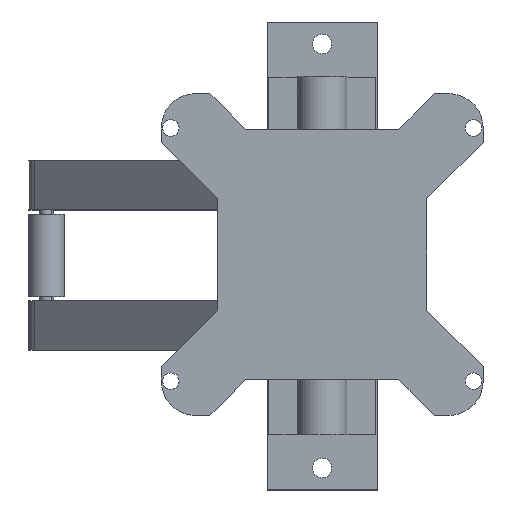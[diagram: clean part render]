
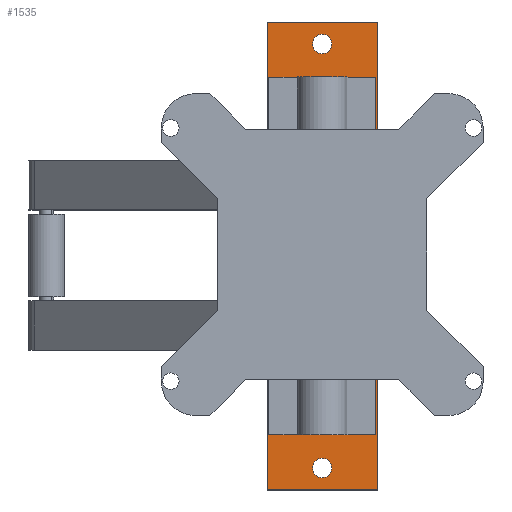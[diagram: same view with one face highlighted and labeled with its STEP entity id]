
A CAD part, top view. The second image highlights one B-rep face of the part: STEP entity #1535.
In plain terms, the highlighted planar face has unit normal (0, 0, 1).
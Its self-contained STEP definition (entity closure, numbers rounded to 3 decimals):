
#96 = CARTESIAN_POINT ( 'NONE',  ( 3.5, 77., 3. ) ) ;
#268 = CARTESIAN_POINT ( 'NONE',  ( -19.5, 0., 3. ) ) ;
#401 = CARTESIAN_POINT ( 'NONE',  ( -3.5, 77., 3. ) ) ;
#434 = EDGE_CURVE ( 'NONE', #2034, #7440, #4567, .T. ) ;
#611 = VERTEX_POINT ( 'NONE', #96 ) ;
#695 = VERTEX_POINT ( 'NONE', #3220 ) ;
#894 = CARTESIAN_POINT ( 'NONE',  ( 19.5, 65., 3. ) ) ;
#1038 = CARTESIAN_POINT ( 'NONE',  ( 20., 85., 3. ) ) ;
#1043 = CARTESIAN_POINT ( 'NONE',  ( -20., -85., 3. ) ) ;
#1065 = EDGE_CURVE ( 'NONE', #695, #2034, #3001, .T. ) ;
#1154 = EDGE_CURVE ( 'NONE', #4155, #3836, #8228, .T. ) ;
#1161 = CARTESIAN_POINT ( 'NONE',  ( 3.5, -77., 3. ) ) ;
#1184 = EDGE_CURVE ( 'NONE', #5622, #611, #4886, .T. ) ;
#1252 = EDGE_CURVE ( 'NONE', #3503, #695, #5843, .T. ) ;
#1455 = PLANE ( 'NONE',  #4963 ) ;
#1535 = ADVANCED_FACE ( 'NONE', ( #9777, #8096, #7864, #3942 ), #1455, .T. ) ;
#1778 = CARTESIAN_POINT ( 'NONE',  ( 0., 65., 3. ) ) ;
#1794 = ORIENTED_EDGE ( 'NONE', *, *, #9163, .T. ) ;
#1828 = EDGE_LOOP ( 'NONE', ( #3357, #2557, #8960, #6805 ) ) ;
#1877 = CARTESIAN_POINT ( 'NONE',  ( -19.5, 65., 3. ) ) ;
#2004 = EDGE_CURVE ( 'NONE', #3836, #4172, #4941, .T. ) ;
#2034 = VERTEX_POINT ( 'NONE', #1043 ) ;
#2112 = CARTESIAN_POINT ( 'NONE',  ( -20., -85., 3. ) ) ;
#2152 = VECTOR ( 'NONE', #8535, 1000. ) ;
#2363 = ORIENTED_EDGE ( 'NONE', *, *, #4370, .T. ) ;
#2557 = ORIENTED_EDGE ( 'NONE', *, *, #1065, .F. ) ;
#2782 = DIRECTION ( 'NONE',  ( 0., 0., -1. ) ) ;
#2856 = ORIENTED_EDGE ( 'NONE', *, *, #2004, .T. ) ;
#2885 = EDGE_LOOP ( 'NONE', ( #6471, #2856, #1794, #2914 ) ) ;
#2914 = ORIENTED_EDGE ( 'NONE', *, *, #8292, .T. ) ;
#3001 = LINE ( 'NONE', #4512, #5139 ) ;
#3220 = CARTESIAN_POINT ( 'NONE',  ( 20., -85., 3. ) ) ;
#3240 = CARTESIAN_POINT ( 'NONE',  ( 20., 85., 3. ) ) ;
#3280 = CARTESIAN_POINT ( 'NONE',  ( 0., 77., 3. ) ) ;
#3336 = DIRECTION ( 'NONE',  ( 0., -1., 0. ) ) ;
#3357 = ORIENTED_EDGE ( 'NONE', *, *, #434, .F. ) ;
#3481 = CARTESIAN_POINT ( 'NONE',  ( 19.5, -65., 3. ) ) ;
#3503 = VERTEX_POINT ( 'NONE', #3240 ) ;
#3674 = VERTEX_POINT ( 'NONE', #1161 ) ;
#3694 = EDGE_LOOP ( 'NONE', ( #7961, #9193 ) ) ;
#3695 = VECTOR ( 'NONE', #3336, 1000. ) ;
#3772 = DIRECTION ( 'NONE',  ( 1., 0., 0. ) ) ;
#3836 = VERTEX_POINT ( 'NONE', #5117 ) ;
#3942 = FACE_BOUND ( 'NONE', #2885, .T. ) ;
#3954 = VECTOR ( 'NONE', #5446, 1000. ) ;
#4155 = VERTEX_POINT ( 'NONE', #3481 ) ;
#4164 = LINE ( 'NONE', #1778, #2152 ) ;
#4172 = VERTEX_POINT ( 'NONE', #1877 ) ;
#4283 = DIRECTION ( 'NONE',  ( 0., 1., 0. ) ) ;
#4367 = EDGE_LOOP ( 'NONE', ( #6390, #2363 ) ) ;
#4370 = EDGE_CURVE ( 'NONE', #611, #5622, #7188, .T. ) ;
#4500 = CARTESIAN_POINT ( 'NONE',  ( 0., 0., 3. ) ) ;
#4512 = CARTESIAN_POINT ( 'NONE',  ( 20., -85., 3. ) ) ;
#4567 = LINE ( 'NONE', #2112, #7889 ) ;
#4692 = VECTOR ( 'NONE', #3772, 1000. ) ;
#4716 = VECTOR ( 'NONE', #7902, 1000. ) ;
#4765 = VECTOR ( 'NONE', #6573, 1000. ) ;
#4801 = DIRECTION ( 'NONE',  ( 0., 0., -1. ) ) ;
#4886 = CIRCLE ( 'NONE', #7389, 3.5 ) ;
#4941 = LINE ( 'NONE', #268, #4716 ) ;
#4963 = AXIS2_PLACEMENT_3D ( 'NONE', #4500, #5125, #5093 ) ;
#5093 = DIRECTION ( 'NONE',  ( 1., 0., 0. ) ) ;
#5117 = CARTESIAN_POINT ( 'NONE',  ( -19.5, -65., 3. ) ) ;
#5125 = DIRECTION ( 'NONE',  ( 0., 0., 1. ) ) ;
#5139 = VECTOR ( 'NONE', #7573, 1000. ) ;
#5229 = DIRECTION ( 'NONE',  ( 0., 0., -1. ) ) ;
#5412 = CARTESIAN_POINT ( 'NONE',  ( 0., -65., 3. ) ) ;
#5446 = DIRECTION ( 'NONE',  ( -1., 0., 0. ) ) ;
#5622 = VERTEX_POINT ( 'NONE', #401 ) ;
#5843 = LINE ( 'NONE', #1038, #3695 ) ;
#6351 = LINE ( 'NONE', #7536, #4692 ) ;
#6390 = ORIENTED_EDGE ( 'NONE', *, *, #1184, .T. ) ;
#6471 = ORIENTED_EDGE ( 'NONE', *, *, #1154, .T. ) ;
#6573 = DIRECTION ( 'NONE',  ( 0., -1., 0. ) ) ;
#6596 = CIRCLE ( 'NONE', #8530, 3.5 ) ;
#6608 = DIRECTION ( 'NONE',  ( -1., 0., 0. ) ) ;
#6766 = EDGE_CURVE ( 'NONE', #8969, #3674, #6596, .T. ) ;
#6805 = ORIENTED_EDGE ( 'NONE', *, *, #7350, .F. ) ;
#6839 = CARTESIAN_POINT ( 'NONE',  ( -20., 85., 3. ) ) ;
#7166 = CARTESIAN_POINT ( 'NONE',  ( 0., -77., 3. ) ) ;
#7188 = CIRCLE ( 'NONE', #9074, 3.5 ) ;
#7341 = CARTESIAN_POINT ( 'NONE',  ( 0., 77., 3. ) ) ;
#7350 = EDGE_CURVE ( 'NONE', #7440, #3503, #6351, .T. ) ;
#7368 = CARTESIAN_POINT ( 'NONE',  ( 19.5, 0., 3. ) ) ;
#7389 = AXIS2_PLACEMENT_3D ( 'NONE', #3280, #4801, #7854 ) ;
#7440 = VERTEX_POINT ( 'NONE', #6839 ) ;
#7536 = CARTESIAN_POINT ( 'NONE',  ( -20., 85., 3. ) ) ;
#7573 = DIRECTION ( 'NONE',  ( -1., 0., 0. ) ) ;
#7830 = AXIS2_PLACEMENT_3D ( 'NONE', #7166, #8661, #9355 ) ;
#7854 = DIRECTION ( 'NONE',  ( -1., 0., 0. ) ) ;
#7864 = FACE_OUTER_BOUND ( 'NONE', #1828, .T. ) ;
#7889 = VECTOR ( 'NONE', #4283, 1000. ) ;
#7902 = DIRECTION ( 'NONE',  ( 0., 1., 0. ) ) ;
#7961 = ORIENTED_EDGE ( 'NONE', *, *, #6766, .T. ) ;
#7998 = VERTEX_POINT ( 'NONE', #894 ) ;
#8096 = FACE_BOUND ( 'NONE', #3694, .T. ) ;
#8188 = CARTESIAN_POINT ( 'NONE',  ( 0., -77., 3. ) ) ;
#8228 = LINE ( 'NONE', #5412, #3954 ) ;
#8292 = EDGE_CURVE ( 'NONE', #7998, #4155, #8583, .T. ) ;
#8293 = DIRECTION ( 'NONE',  ( -1., 0., 0. ) ) ;
#8530 = AXIS2_PLACEMENT_3D ( 'NONE', #8188, #5229, #8293 ) ;
#8535 = DIRECTION ( 'NONE',  ( 1., 0., 0. ) ) ;
#8583 = LINE ( 'NONE', #7368, #4765 ) ;
#8612 = EDGE_CURVE ( 'NONE', #3674, #8969, #9643, .T. ) ;
#8661 = DIRECTION ( 'NONE',  ( 0., 0., -1. ) ) ;
#8960 = ORIENTED_EDGE ( 'NONE', *, *, #1252, .F. ) ;
#8969 = VERTEX_POINT ( 'NONE', #9090 ) ;
#9074 = AXIS2_PLACEMENT_3D ( 'NONE', #7341, #2782, #6608 ) ;
#9090 = CARTESIAN_POINT ( 'NONE',  ( -3.5, -77., 3. ) ) ;
#9163 = EDGE_CURVE ( 'NONE', #4172, #7998, #4164, .T. ) ;
#9193 = ORIENTED_EDGE ( 'NONE', *, *, #8612, .T. ) ;
#9355 = DIRECTION ( 'NONE',  ( -1., 0., 0. ) ) ;
#9643 = CIRCLE ( 'NONE', #7830, 3.5 ) ;
#9777 = FACE_BOUND ( 'NONE', #4367, .T. ) ;
